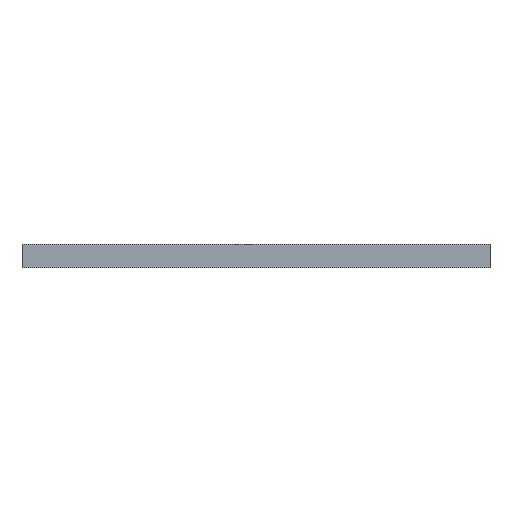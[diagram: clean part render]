
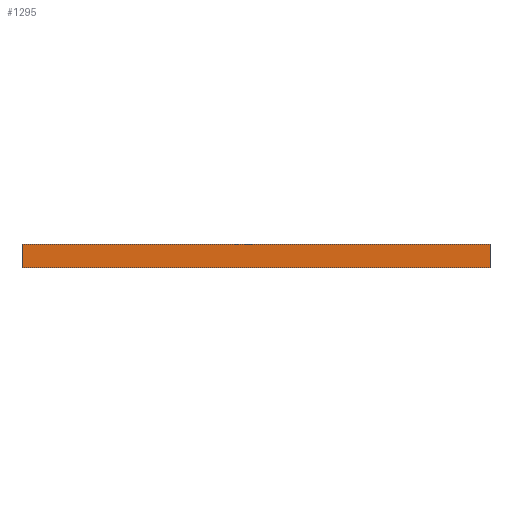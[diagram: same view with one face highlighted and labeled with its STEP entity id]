
A CAD part, front view. The second image highlights one B-rep face of the part: STEP entity #1295.
In plain terms, the highlighted planar face has unit normal (0, -1, 0).
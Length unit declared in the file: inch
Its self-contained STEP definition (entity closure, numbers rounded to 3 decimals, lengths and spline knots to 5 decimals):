
#29 = VERTEX_POINT ( 'NONE', #1660 ) ;
#95 = EDGE_LOOP ( 'NONE', ( #1697, #4106, #681, #1244 ) ) ;
#154 = LINE ( 'NONE', #2974, #1483 ) ;
#211 = DIRECTION ( 'NONE',  ( 0., 0., 1. ) ) ;
#486 = VECTOR ( 'NONE', #2803, 39.37008 ) ;
#597 = CARTESIAN_POINT ( 'NONE',  ( 0.59055, -0.59055, 0. ) ) ;
#681 = ORIENTED_EDGE ( 'NONE', *, *, #4230, .T. ) ;
#869 = DIRECTION ( 'NONE',  ( 1., 0., 0. ) ) ;
#1244 = ORIENTED_EDGE ( 'NONE', *, *, #3294, .F. ) ;
#1295 = ADVANCED_FACE ( 'NONE', ( #1384 ), #3506, .T. ) ;
#1348 = VERTEX_POINT ( 'NONE', #3536 ) ;
#1384 = FACE_OUTER_BOUND ( 'NONE', #95, .T. ) ;
#1385 = CARTESIAN_POINT ( 'NONE',  ( -0.59055, -0.59055, 0. ) ) ;
#1444 = LINE ( 'NONE', #3306, #3974 ) ;
#1483 = VECTOR ( 'NONE', #869, 39.37008 ) ;
#1660 = CARTESIAN_POINT ( 'NONE',  ( 0.59055, -0.59055, 0.01969 ) ) ;
#1697 = ORIENTED_EDGE ( 'NONE', *, *, #2435, .F. ) ;
#1734 = EDGE_CURVE ( 'NONE', #2338, #1348, #154, .T. ) ;
#2087 = DIRECTION ( 'NONE',  ( 0., -1., 0. ) ) ;
#2223 = DIRECTION ( 'NONE',  ( 1., 0., 0. ) ) ;
#2338 = VERTEX_POINT ( 'NONE', #3451 ) ;
#2356 = LINE ( 'NONE', #3147, #486 ) ;
#2435 = EDGE_CURVE ( 'NONE', #2338, #3207, #2356, .T. ) ;
#2591 = VECTOR ( 'NONE', #211, 39.37008 ) ;
#2803 = DIRECTION ( 'NONE',  ( 0., 0., 1. ) ) ;
#2974 = CARTESIAN_POINT ( 'NONE',  ( -0.59055, -0.59055, -0.03937 ) ) ;
#3147 = CARTESIAN_POINT ( 'NONE',  ( -0.59055, -0.59055, 0. ) ) ;
#3207 = VERTEX_POINT ( 'NONE', #3269 ) ;
#3269 = CARTESIAN_POINT ( 'NONE',  ( -0.59055, -0.59055, 0.01969 ) ) ;
#3289 = LINE ( 'NONE', #597, #2591 ) ;
#3294 = EDGE_CURVE ( 'NONE', #3207, #29, #1444, .T. ) ;
#3306 = CARTESIAN_POINT ( 'NONE',  ( -0.59055, -0.59055, 0.01969 ) ) ;
#3451 = CARTESIAN_POINT ( 'NONE',  ( -0.59055, -0.59055, -0.03937 ) ) ;
#3506 = PLANE ( 'NONE',  #4248 ) ;
#3536 = CARTESIAN_POINT ( 'NONE',  ( 0.59055, -0.59055, -0.03937 ) ) ;
#3974 = VECTOR ( 'NONE', #2223, 39.37008 ) ;
#4106 = ORIENTED_EDGE ( 'NONE', *, *, #1734, .T. ) ;
#4230 = EDGE_CURVE ( 'NONE', #1348, #29, #3289, .T. ) ;
#4248 = AXIS2_PLACEMENT_3D ( 'NONE', #1385, #2087, #4561 ) ;
#4561 = DIRECTION ( 'NONE',  ( 1., 0., 0. ) ) ;
